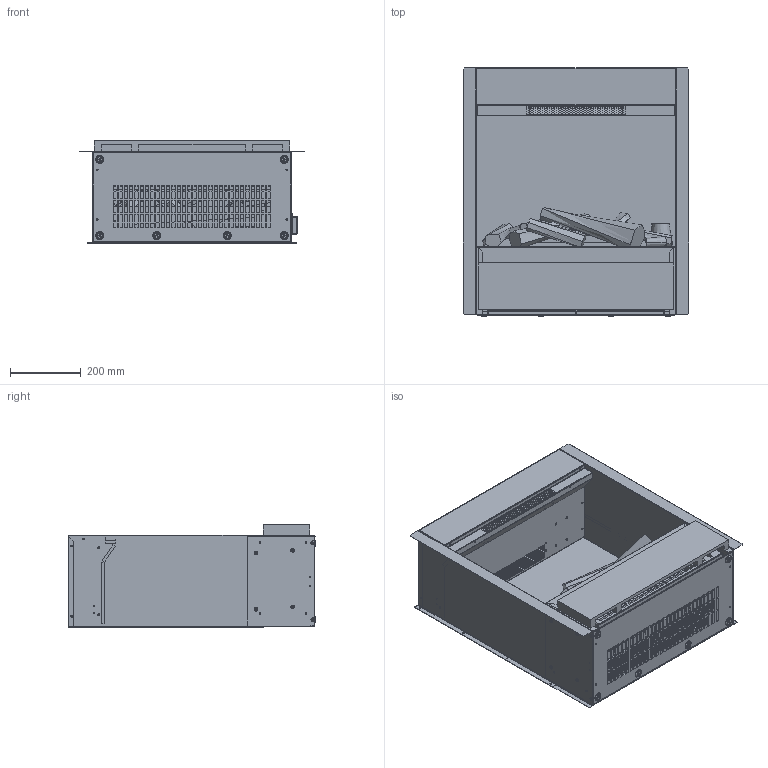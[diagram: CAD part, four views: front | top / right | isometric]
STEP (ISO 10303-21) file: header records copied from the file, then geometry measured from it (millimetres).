
FILE_DESCRIPTION (( 'STEP AP214' ), '1' );
FILE_NAME ('Albany (RGB)_defeature.STEP', '2024-08-22T13:13:25', ( '' ), ( '' ), 'SwSTEP 2.0', 'SolidWorks 2023', '' );
FILE_SCHEMA (( 'AUTOMOTIVE_DESIGN' ));
Length unit declared in the file: millimetre
Products named in the file (1): Albany (RGB)_defeature
Bounding box: 640 x 703.5 x 290.8 mm (x, y, z)
Surface area: 3546700.8 mm2 (no closed solid volume)
Topology: 0 solids, 14 shells, 1637 faces, 7013 edges, 5175 vertices
Faces by surface type: plane 1265, cylinder 240, bspline 71, torus 48, cone 13
Entity records: 92306 total; most frequent: CARTESIAN_POINT 16528, DIRECTION 10858, ORIENTED_EDGE 10593, EDGE_CURVE 7013, VECTOR 5912, LINE 5912, VERTEX_POINT 5175, EDGE_LOOP 2718
